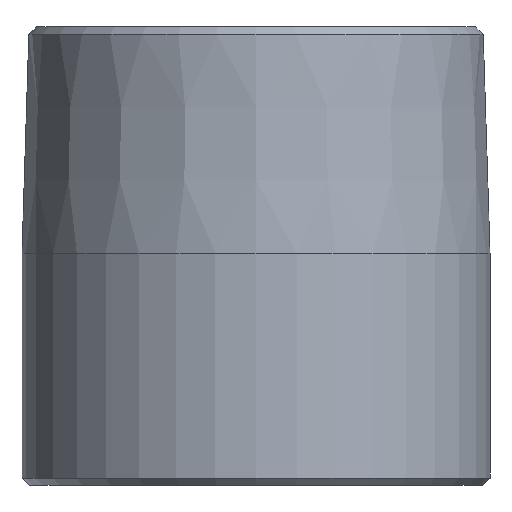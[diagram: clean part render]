
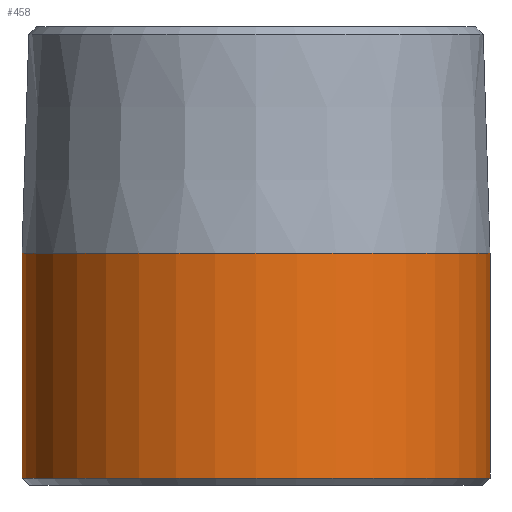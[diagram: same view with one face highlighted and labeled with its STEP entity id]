
A CAD part, front view. The second image highlights one B-rep face of the part: STEP entity #458.
In plain terms, the highlighted cylindrical face has radius 21.082 mm (diameter 42.164 mm), a partial arc.
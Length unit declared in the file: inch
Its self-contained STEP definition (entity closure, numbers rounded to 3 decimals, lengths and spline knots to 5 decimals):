
#4 = ORIENTED_EDGE ( 'NONE', *, *, #390, .F. ) ;
#12 = VERTEX_POINT ( 'NONE', #117 ) ;
#69 = CYLINDRICAL_SURFACE ( 'NONE', #81, 0.83 ) ;
#75 = DIRECTION ( 'NONE',  ( -1., 0., 0. ) ) ;
#81 = AXIS2_PLACEMENT_3D ( 'NONE', #146, #380, #75 ) ;
#95 = EDGE_CURVE ( 'NONE', #196, #12, #128, .T. ) ;
#112 = ORIENTED_EDGE ( 'NONE', *, *, #260, .T. ) ;
#117 = CARTESIAN_POINT ( 'NONE',  ( 0.83, 0., 0.025 ) ) ;
#121 = VECTOR ( 'NONE', #488, 39.37008 ) ;
#126 = ORIENTED_EDGE ( 'NONE', *, *, #154, .T. ) ;
#128 = CIRCLE ( 'NONE', #497, 0.83 ) ;
#146 = CARTESIAN_POINT ( 'NONE',  ( 0., 0., 1.625 ) ) ;
#154 = EDGE_CURVE ( 'NONE', #483, #196, #316, .T. ) ;
#159 = AXIS2_PLACEMENT_3D ( 'NONE', #174, #397, #471 ) ;
#160 = CARTESIAN_POINT ( 'NONE',  ( -0.83, 0., 1.625 ) ) ;
#174 = CARTESIAN_POINT ( 'NONE',  ( 0., 0., 0.8225 ) ) ;
#196 = VERTEX_POINT ( 'NONE', #251 ) ;
#218 = LINE ( 'NONE', #221, #121 ) ;
#221 = CARTESIAN_POINT ( 'NONE',  ( 0.83, 0., 1.625 ) ) ;
#232 = CARTESIAN_POINT ( 'NONE',  ( -0.83, 0., 0.8225 ) ) ;
#238 = DIRECTION ( 'NONE',  ( 0., 0., 1. ) ) ;
#251 = CARTESIAN_POINT ( 'NONE',  ( -0.83, 0., 0.025 ) ) ;
#260 = EDGE_CURVE ( 'NONE', #472, #483, #315, .T. ) ;
#311 = DIRECTION ( 'NONE',  ( 1., 0., 0. ) ) ;
#315 = CIRCLE ( 'NONE', #159, 0.83 ) ;
#316 = LINE ( 'NONE', #160, #336 ) ;
#336 = VECTOR ( 'NONE', #468, 39.37008 ) ;
#380 = DIRECTION ( 'NONE',  ( 0., 0., -1. ) ) ;
#390 = EDGE_CURVE ( 'NONE', #472, #12, #218, .T. ) ;
#397 = DIRECTION ( 'NONE',  ( 0., 0., -1. ) ) ;
#415 = EDGE_LOOP ( 'NONE', ( #4, #112, #126, #459 ) ) ;
#425 = CARTESIAN_POINT ( 'NONE',  ( 0., 0., 0.025 ) ) ;
#458 = ADVANCED_FACE ( 'NONE', ( #490 ), #69, .T. ) ;
#459 = ORIENTED_EDGE ( 'NONE', *, *, #95, .T. ) ;
#468 = DIRECTION ( 'NONE',  ( 0., 0., -1. ) ) ;
#471 = DIRECTION ( 'NONE',  ( -1., 0., 0. ) ) ;
#472 = VERTEX_POINT ( 'NONE', #500 ) ;
#483 = VERTEX_POINT ( 'NONE', #232 ) ;
#488 = DIRECTION ( 'NONE',  ( 0., 0., -1. ) ) ;
#490 = FACE_OUTER_BOUND ( 'NONE', #415, .T. ) ;
#497 = AXIS2_PLACEMENT_3D ( 'NONE', #425, #238, #311 ) ;
#500 = CARTESIAN_POINT ( 'NONE',  ( 0.83, 0., 0.8225 ) ) ;
